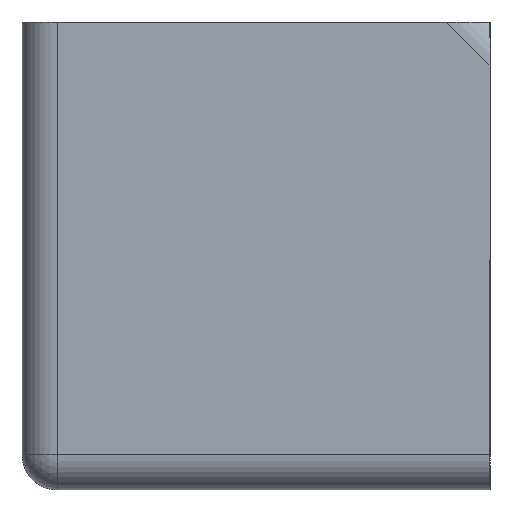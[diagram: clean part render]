
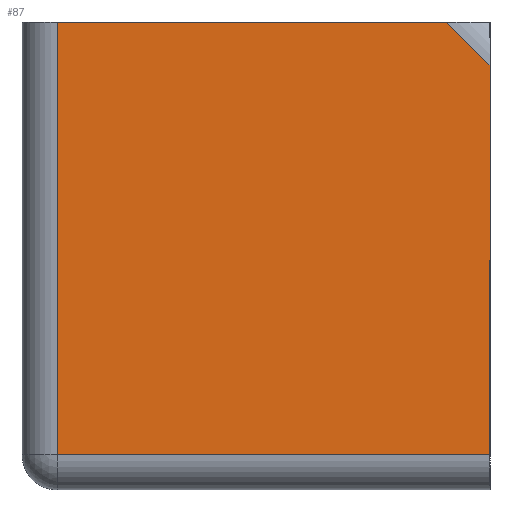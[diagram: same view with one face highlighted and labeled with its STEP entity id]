
A CAD part, left-side view. The second image highlights one B-rep face of the part: STEP entity #87.
In plain terms, the highlighted planar face has unit normal (-1, 0, 0).
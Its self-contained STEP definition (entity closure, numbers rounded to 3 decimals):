
#87=ADVANCED_FACE('',(#147),#148,.F.);
#147=FACE_OUTER_BOUND('',#242,.T.);
#148=PLANE('',#243);
#242=EDGE_LOOP('',(#445,#446,#447,#448,#449));
#243=AXIS2_PLACEMENT_3D('',#450,#451,#452);
#445=ORIENTED_EDGE('',*,*,#780,.F.);
#446=ORIENTED_EDGE('',*,*,#786,.F.);
#447=ORIENTED_EDGE('',*,*,#787,.F.);
#448=ORIENTED_EDGE('',*,*,#788,.T.);
#449=ORIENTED_EDGE('',*,*,#789,.T.);
#450=CARTESIAN_POINT('',(-20.0,0.,10.0));
#451=DIRECTION('',(1.0,0.,-0.0));
#452=DIRECTION('',(0.,1.0,0.0));
#780=EDGE_CURVE('',#968,#970,#971,.T.);
#786=EDGE_CURVE('',#980,#968,#981,.T.);
#787=EDGE_CURVE('',#982,#980,#983,.T.);
#788=EDGE_CURVE('',#982,#984,#985,.T.);
#789=EDGE_CURVE('',#984,#970,#986,.T.);
#968=VERTEX_POINT('',#1509);
#970=VERTEX_POINT('',#1521);
#971=LINE('',#1522,#1523);
#980=VERTEX_POINT('',#1536);
#981=LINE('',#1537,#1538);
#982=VERTEX_POINT('',#1539);
#983=LINE('',#1540,#1541);
#984=VERTEX_POINT('',#1542);
#985=LINE('',#1543,#1544);
#986=LINE('',#1545,#1546);
#1509=CARTESIAN_POINT('',(-20.0,0.,8.129));
#1521=CARTESIAN_POINT('',(-20.0,0.,-8.5));
#1522=CARTESIAN_POINT('',(-20.0,0.,10.0));
#1523=VECTOR('',#1735,1000.0);
#1536=CARTESIAN_POINT('',(-20.0,1.871,10.0));
#1537=CARTESIAN_POINT('',(-20.0,2.35,10.479));
#1538=VECTOR('',#1743,1000.0);
#1539=CARTESIAN_POINT('',(-20.0,18.5,10.0));
#1540=CARTESIAN_POINT('',(-20.0,0.,10.0));
#1541=VECTOR('',#1744,1000.0);
#1542=CARTESIAN_POINT('',(-20.0,18.5,-8.5));
#1543=CARTESIAN_POINT('',(-20.0,18.5,10.0));
#1544=VECTOR('',#1745,1000.0);
#1545=CARTESIAN_POINT('',(-20.0,0.,-8.5));
#1546=VECTOR('',#1746,1000.0);
#1735=DIRECTION('',(-0.0,-0.0,-1.0));
#1743=DIRECTION('',(0.,-0.707,-0.707));
#1744=DIRECTION('',(0.,-1.0,-0.0));
#1745=DIRECTION('',(0.0,0.0,-1.0));
#1746=DIRECTION('',(0.,-1.0,0.0));
